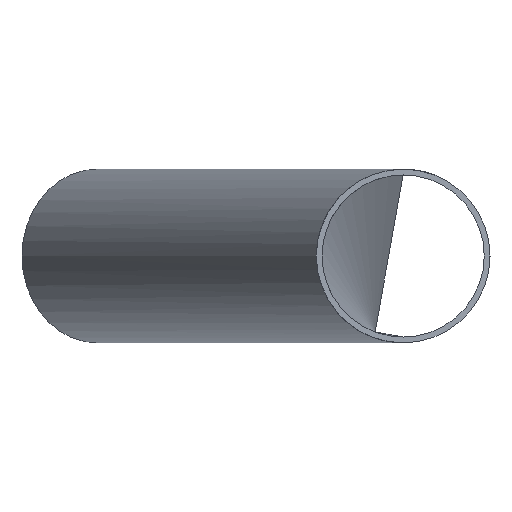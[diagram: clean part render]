
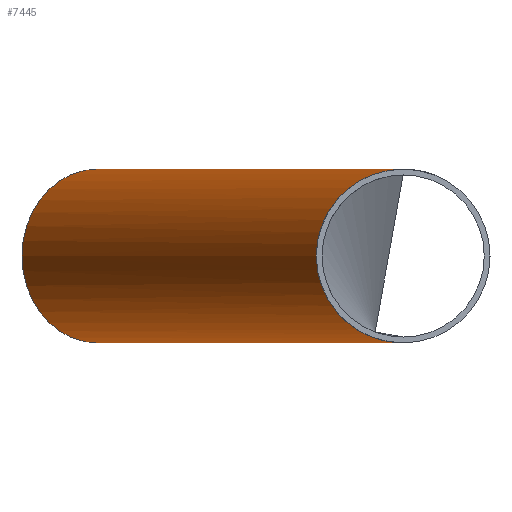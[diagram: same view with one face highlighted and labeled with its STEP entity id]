
A CAD part, left-side view. The second image highlights one B-rep face of the part: STEP entity #7445.
In plain terms, the highlighted cylindrical face has radius 30.15 mm (diameter 60.3 mm), a full revolution.
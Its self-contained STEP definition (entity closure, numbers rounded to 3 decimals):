
#324 = CARTESIAN_POINT ( 'NONE',  ( -52.021, 0., 30.15 ) ) ;
#504 = CARTESIAN_POINT ( 'NONE',  ( -68.179, 60.3, -30.15 ) ) ;
#1816 = CARTESIAN_POINT ( 'NONE',  ( -52.021, 0., -30.15 ) ) ;
#2106 = VERTEX_POINT ( 'NONE', #324 ) ;
#3508 = VERTEX_POINT ( 'NONE', #13264 ) ;
#4752 = CIRCLE ( 'NONE', #6836, 30.15 ) ;
#5378 = DIRECTION ( 'NONE',  ( 0.866, 0.5, 0. ) ) ;
#5728 = CARTESIAN_POINT ( 'NONE',  ( -52.021, 0., -30.15 ) ) ;
#5810 = AXIS2_PLACEMENT_3D ( 'NONE', #15762, #5378, #21121 ) ;
#6441 = DIRECTION ( 'NONE',  ( 0.866, 0.5, 0. ) ) ;
#6819 = FACE_OUTER_BOUND ( 'NONE', #6939, .T. ) ;
#6836 = AXIS2_PLACEMENT_3D ( 'NONE', #13697, #6441, #18526 ) ;
#6939 = EDGE_LOOP ( 'NONE', ( #21754, #13422 ) ) ;
#7420 = CARTESIAN_POINT ( 'NONE',  ( 173.021, 60.3, -30.15 ) ) ;
#7445 = ADVANCED_FACE ( 'NONE', ( #6819, #14680 ), #10073, .T. ) ;
#8991 = EDGE_CURVE ( 'NONE', #17175, #2106, #12789, .T. ) ;
#9065 = CARTESIAN_POINT ( 'NONE',  ( -52.021, 0., 30.15 ) ) ;
#10073 = CYLINDRICAL_SURFACE ( 'NONE', #5810, 30.15 ) ;
#10181 = ORIENTED_EDGE ( 'NONE', *, *, #16651, .F. ) ;
#10824 = CARTESIAN_POINT ( 'NONE',  ( -68.179, 60.3, 30.15 ) ) ;
#11189 = CARTESIAN_POINT ( 'NONE',  ( 173.021, 60.3, 30.15 ) ) ;
#11858 = CARTESIAN_POINT ( 'NONE',  ( -52.021, 0., 30.15 ) ) ;
#12225 =( BOUNDED_CURVE ( )  B_SPLINE_CURVE ( 3, ( #9065, #10824, #504, #5728 ),
 .UNSPECIFIED., .F., .F. ) 
 B_SPLINE_CURVE_WITH_KNOTS ( ( 4, 4 ),
 ( 4.712, 7.854 ),
 .UNSPECIFIED. ) 
 CURVE ( )  GEOMETRIC_REPRESENTATION_ITEM ( )  RATIONAL_B_SPLINE_CURVE ( ( 1., 0.333, 0.333, 1. ) ) 
 REPRESENTATION_ITEM ( '' )  );
#12492 = CARTESIAN_POINT ( 'NONE',  ( -52.021, 0., -30.15 ) ) ;
#12789 =( BOUNDED_CURVE ( )  B_SPLINE_CURVE ( 3, ( #12492, #7420, #11189, #11858 ),
 .UNSPECIFIED., .F., .T. ) 
 B_SPLINE_CURVE_WITH_KNOTS ( ( 4, 4 ),
 ( 1.571, 4.712 ),
 .UNSPECIFIED. ) 
 CURVE ( )  GEOMETRIC_REPRESENTATION_ITEM ( )  RATIONAL_B_SPLINE_CURVE ( ( 1., 0.333, 0.333, 1. ) ) 
 REPRESENTATION_ITEM ( '' )  );
#13264 = CARTESIAN_POINT ( 'NONE',  ( 116.953, 132.371, 0. ) ) ;
#13422 = ORIENTED_EDGE ( 'NONE', *, *, #20348, .F. ) ;
#13697 = CARTESIAN_POINT ( 'NONE',  ( 132.028, 106.261, 0. ) ) ;
#14680 = FACE_OUTER_BOUND ( 'NONE', #16176, .T. ) ;
#15762 = CARTESIAN_POINT ( 'NONE',  ( 132.028, 106.261, 0. ) ) ;
#16176 = EDGE_LOOP ( 'NONE', ( #10181 ) ) ;
#16651 = EDGE_CURVE ( 'NONE', #3508, #3508, #4752, .T. ) ;
#17175 = VERTEX_POINT ( 'NONE', #1816 ) ;
#18526 = DIRECTION ( 'NONE',  ( -0.5, 0.866, 0. ) ) ;
#20348 = EDGE_CURVE ( 'NONE', #2106, #17175, #12225, .T. ) ;
#21121 = DIRECTION ( 'NONE',  ( -0.5, 0.866, 0. ) ) ;
#21754 = ORIENTED_EDGE ( 'NONE', *, *, #8991, .F. ) ;
